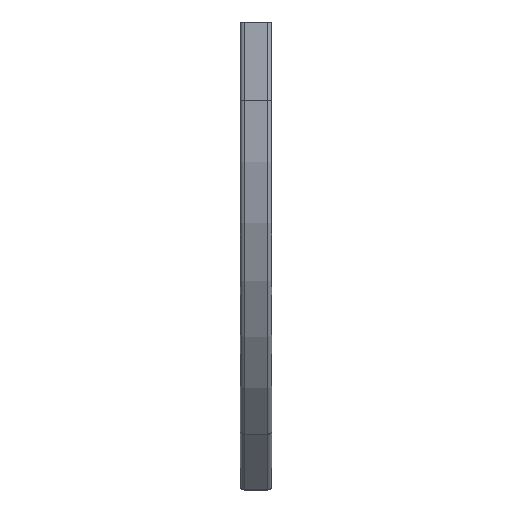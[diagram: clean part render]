
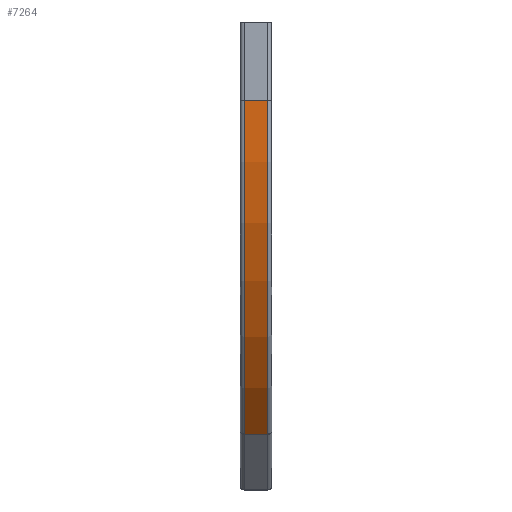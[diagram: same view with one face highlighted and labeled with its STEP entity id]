
A CAD part, left-side view. The second image highlights one B-rep face of the part: STEP entity #7264.
In plain terms, the highlighted cylindrical face has radius 900 mm (diameter 1800 mm), a partial arc.
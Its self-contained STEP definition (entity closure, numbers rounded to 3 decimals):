
#217 = AXIS2_PLACEMENT_3D ( 'NONE', #4627, #1033, #5814 ) ;
#919 = DIRECTION ( 'NONE',  ( 0., 1., 0. ) ) ;
#1033 = DIRECTION ( 'NONE',  ( 0., 1., 0. ) ) ;
#1102 = VECTOR ( 'NONE', #5533, 1000. ) ;
#1471 = LINE ( 'NONE', #4349, #1102 ) ;
#1646 = CARTESIAN_POINT ( 'NONE',  ( -585., 22.5, -150. ) ) ;
#1749 = CARTESIAN_POINT ( 'NONE',  ( -321.396, -22.5, -786.396 ) ) ;
#2038 = VECTOR ( 'NONE', #6598, 1000. ) ;
#2527 = AXIS2_PLACEMENT_3D ( 'NONE', #3567, #11841, #4759 ) ;
#3567 = CARTESIAN_POINT ( 'NONE',  ( 315., 22.5, -150. ) ) ;
#4190 = VERTEX_POINT ( 'NONE', #1749 ) ;
#4349 = CARTESIAN_POINT ( 'NONE',  ( -321.396, 6.791, -786.396 ) ) ;
#4586 = VERTEX_POINT ( 'NONE', #10048 ) ;
#4627 = CARTESIAN_POINT ( 'NONE',  ( 315., 0., -150. ) ) ;
#4759 = DIRECTION ( 'NONE',  ( 0.707, 0., -0.707 ) ) ;
#5110 = VERTEX_POINT ( 'NONE', #14477 ) ;
#5308 = EDGE_CURVE ( 'NONE', #4190, #4586, #1471, .T. ) ;
#5533 = DIRECTION ( 'NONE',  ( 0., 1., 0. ) ) ;
#5725 = ORIENTED_EDGE ( 'NONE', *, *, #8051, .T. ) ;
#5814 = DIRECTION ( 'NONE',  ( 0.707, 0., -0.707 ) ) ;
#6031 = ORIENTED_EDGE ( 'NONE', *, *, #5308, .F. ) ;
#6598 = DIRECTION ( 'NONE',  ( 0., 1., 0. ) ) ;
#6634 = EDGE_CURVE ( 'NONE', #4190, #5110, #13492, .T. ) ;
#7179 = CIRCLE ( 'NONE', #2527, 900. ) ;
#7264 = ADVANCED_FACE ( 'NONE', ( #7785 ), #7401, .T. ) ;
#7401 = CYLINDRICAL_SURFACE ( 'NONE', #217, 900. ) ;
#7785 = FACE_OUTER_BOUND ( 'NONE', #9270, .T. ) ;
#8044 = CARTESIAN_POINT ( 'NONE',  ( 315., -22.5, -150. ) ) ;
#8051 = EDGE_CURVE ( 'NONE', #5110, #11343, #11476, .T. ) ;
#8327 = ORIENTED_EDGE ( 'NONE', *, *, #6634, .T. ) ;
#9079 = AXIS2_PLACEMENT_3D ( 'NONE', #8044, #919, #9237 ) ;
#9200 = EDGE_CURVE ( 'NONE', #4586, #11343, #7179, .T. ) ;
#9237 = DIRECTION ( 'NONE',  ( 0.707, 0., -0.707 ) ) ;
#9270 = EDGE_LOOP ( 'NONE', ( #6031, #8327, #5725, #13840 ) ) ;
#10048 = CARTESIAN_POINT ( 'NONE',  ( -321.396, 22.5, -786.396 ) ) ;
#11343 = VERTEX_POINT ( 'NONE', #1646 ) ;
#11476 = LINE ( 'NONE', #14824, #2038 ) ;
#11841 = DIRECTION ( 'NONE',  ( 0., 1., 0. ) ) ;
#13492 = CIRCLE ( 'NONE', #9079, 900. ) ;
#13840 = ORIENTED_EDGE ( 'NONE', *, *, #9200, .F. ) ;
#14477 = CARTESIAN_POINT ( 'NONE',  ( -585., -22.5, -150. ) ) ;
#14824 = CARTESIAN_POINT ( 'NONE',  ( -585., 6.791, -150. ) ) ;
